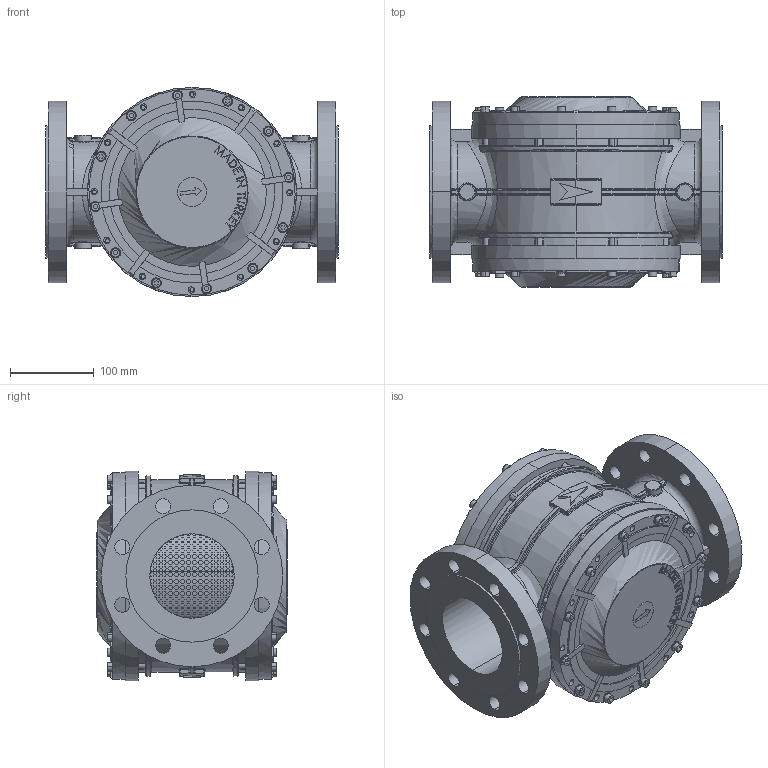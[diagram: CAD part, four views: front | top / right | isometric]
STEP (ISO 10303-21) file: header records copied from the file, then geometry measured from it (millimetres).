
FILE_DESCRIPTION (( 'STEP AP203' ), '1' );
FILE_NAME ('GF100.STEP', '2022-08-04T05:30:36', ( '' ), ( '' ), 'SwSTEP 2.0', 'SolidWorks 2018', '' );
FILE_SCHEMA (( 'CONFIG_CONTROL_DESIGN' ));
Length unit declared in the file: millimetre
Products named in the file (8): 2.13.0025; 2.13.0006; 2.14.0015; GF100; 2.14.0098; 2.14.0017; 2.14.0014; 2.14.0016
Assembly tree (55 placements, depth 2):
  GF100
    2.13.0006  x24
    2.13.0025  x24
    2.14.0014
    2.14.0015  x2
    2.14.0016  x2
    2.14.0017
    2.14.0098
Bounding box: 350 x 229 x 250 mm (x, y, z)
Volume: 5033510.2 mm3; surface area: 1037124.1 mm2
Topology: 55 solids, 55 shells, 8135 faces, 23596 edges, 15609 vertices
Faces by surface type: plane 7189, cylinder 596, bspline 166, torus 124, cone 38, sphere 22
Entity records: 257030 total; most frequent: CARTESIAN_POINT 74019, ORIENTED_EDGE 43464, DIRECTION 30384, EDGE_CURVE 21732, VERTEX_POINT 14394, VECTOR 13814, LINE 13814, EDGE_LOOP 9464
